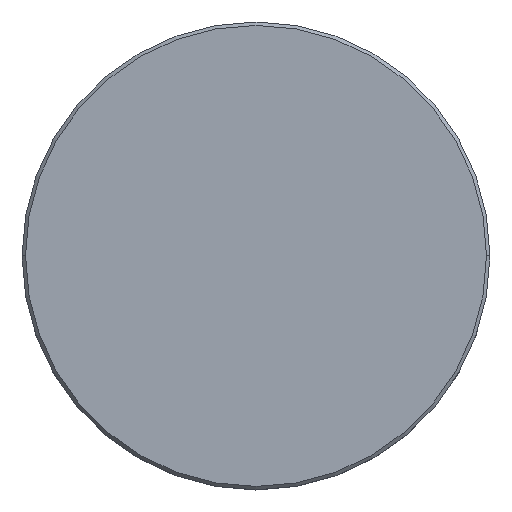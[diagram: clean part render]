
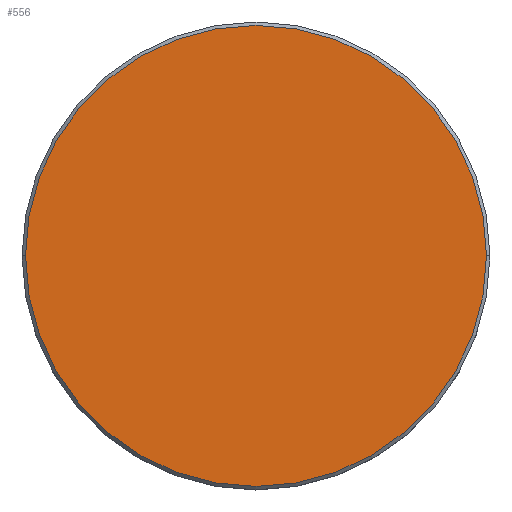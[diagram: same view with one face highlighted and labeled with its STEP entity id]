
A CAD part, top view. The second image highlights one B-rep face of the part: STEP entity #556.
In plain terms, the highlighted planar face has unit normal (0, 0, 1).
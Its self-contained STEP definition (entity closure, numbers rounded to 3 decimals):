
#3 = DIRECTION ( 'NONE',  ( 1., 0., 0. ) ) ;
#12 = CARTESIAN_POINT ( 'NONE',  ( 0., 0., 0. ) ) ;
#56 = ORIENTED_EDGE ( 'NONE', *, *, #707, .T. ) ;
#62 = PLANE ( 'NONE',  #185 ) ;
#90 = EDGE_CURVE ( 'NONE', #737, #168, #1030, .T. ) ;
#93 = CARTESIAN_POINT ( 'NONE',  ( 33.5, 0., 0. ) ) ;
#168 = VERTEX_POINT ( 'NONE', #93 ) ;
#176 = DIRECTION ( 'NONE',  ( 1., 0., 0. ) ) ;
#185 = AXIS2_PLACEMENT_3D ( 'NONE', #717, #554, #792 ) ;
#250 = AXIS2_PLACEMENT_3D ( 'NONE', #829, #748, #3 ) ;
#449 = ORIENTED_EDGE ( 'NONE', *, *, #90, .T. ) ;
#466 = FACE_OUTER_BOUND ( 'NONE', #963, .T. ) ;
#554 = DIRECTION ( 'NONE',  ( 0., 0., 1. ) ) ;
#556 = ADVANCED_FACE ( 'NONE', ( #466 ), #62, .T. ) ;
#707 = EDGE_CURVE ( 'NONE', #168, #737, #816, .T. ) ;
#717 = CARTESIAN_POINT ( 'NONE',  ( 0., 0., 0. ) ) ;
#737 = VERTEX_POINT ( 'NONE', #951 ) ;
#748 = DIRECTION ( 'NONE',  ( 0., 0., 1. ) ) ;
#792 = DIRECTION ( 'NONE',  ( 1., 0., 0. ) ) ;
#816 = CIRCLE ( 'NONE', #940, 33.5 ) ;
#829 = CARTESIAN_POINT ( 'NONE',  ( 0., 0., 0. ) ) ;
#908 = DIRECTION ( 'NONE',  ( 0., 0., 1. ) ) ;
#940 = AXIS2_PLACEMENT_3D ( 'NONE', #12, #908, #176 ) ;
#951 = CARTESIAN_POINT ( 'NONE',  ( -33.5, 0., 0. ) ) ;
#963 = EDGE_LOOP ( 'NONE', ( #449, #56 ) ) ;
#1030 = CIRCLE ( 'NONE', #250, 33.5 ) ;
